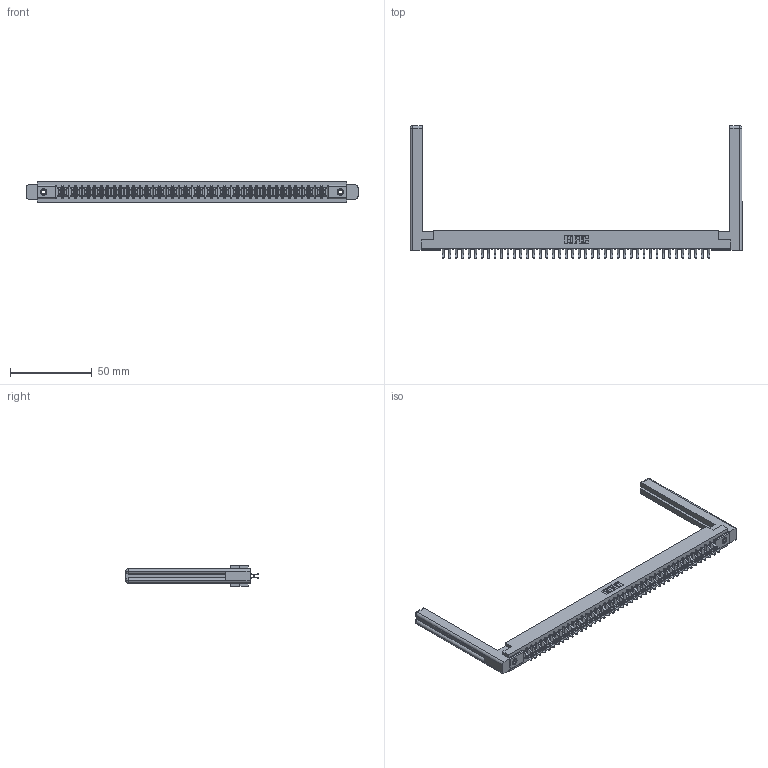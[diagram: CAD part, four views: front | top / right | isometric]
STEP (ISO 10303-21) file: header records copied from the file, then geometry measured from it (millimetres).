
FILE_DESCRIPTION (( 'STEP AP203' ), '1' );
FILE_NAME ('357-084-456-258.STEP', '2020-10-04T07:39:58', ( '' ), ( '' ), 'SwSTEP 2.0', 'SolidWorks 2020', '' );
FILE_SCHEMA (( 'CONFIG_CONTROL_DESIGN' ));
Length unit declared in the file: inch
Products named in the file (5): 345-250-001_345-250-001-102; 307 Part_.156 Dia Mounting Holes; 357-084-456-258; 307-290-001_556; 307-220-058
Assembly tree (89 placements, depth 2):
  357-084-456-258
    307 Part_.156 Dia Mounting Holes
    307-290-001_556  x84
    307-220-058  x2
    345-250-001_345-250-001-102  x2
Bounding box: 203.05 x 81.28 x 12.7 mm (x, y, z)
Volume: 28705.9 mm3; surface area: 31072.3 mm2
Topology: 89 solids, 89 shells, 4503 faces, 12605 edges, 8162 vertices
Faces by surface type: plane 2926, cylinder 1467, sphere 86, torus 12, cone 12
Entity records: 40087 total; most frequent: CARTESIAN_POINT 6577, ORIENTED_EDGE 6460, DIRECTION 6400, EDGE_CURVE 3230, VECTOR 2474, LINE 2474, VERTEX_POINT 2086, AXIS2_PLACEMENT_3D 1963
